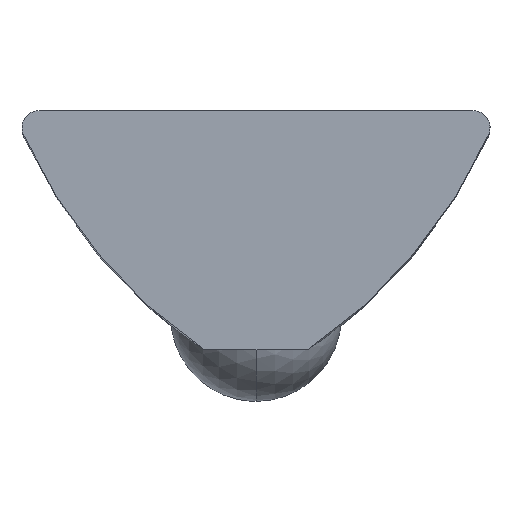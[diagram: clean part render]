
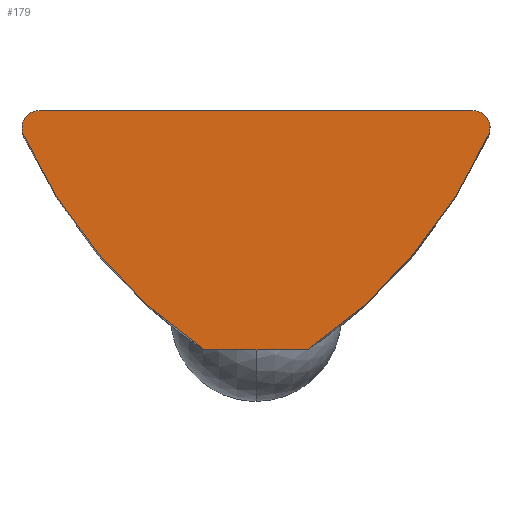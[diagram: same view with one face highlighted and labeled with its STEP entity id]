
A CAD part, top view. The second image highlights one B-rep face of the part: STEP entity #179.
In plain terms, the highlighted planar face has unit normal (0, 0, 1).
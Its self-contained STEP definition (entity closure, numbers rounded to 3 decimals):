
#5 = AXIS2_PLACEMENT_3D ( 'NONE', #762, #643, #631 ) ;
#19 = CIRCLE ( 'NONE', #74, 15. ) ;
#59 = CARTESIAN_POINT ( 'NONE',  ( -6.35, 0., 11. ) ) ;
#65 = DIRECTION ( 'NONE',  ( 0., -1., 0. ) ) ;
#69 = DIRECTION ( 'NONE',  ( 0., -1., 0. ) ) ;
#74 = AXIS2_PLACEMENT_3D ( 'NONE', #388, #523, #69 ) ;
#81 = VERTEX_POINT ( 'NONE', #472 ) ;
#99 = EDGE_CURVE ( 'NONE', #317, #166, #199, .T. ) ;
#122 = CARTESIAN_POINT ( 'NONE',  ( -6.806, -0.705, 11. ) ) ;
#164 = DIRECTION ( 'NONE',  ( 0., 0., 1. ) ) ;
#166 = VERTEX_POINT ( 'NONE', #513 ) ;
#173 = CARTESIAN_POINT ( 'NONE',  ( -1.5, -7., 11. ) ) ;
#176 = DIRECTION ( 'NONE',  ( -1., 0., 0. ) ) ;
#178 = ORIENTED_EDGE ( 'NONE', *, *, #346, .T. ) ;
#179 = ADVANCED_FACE ( 'NONE', ( #461 ), #453, .T. ) ;
#185 = ORIENTED_EDGE ( 'NONE', *, *, #99, .T. ) ;
#186 = CIRCLE ( 'NONE', #659, 0.5 ) ;
#199 = LINE ( 'NONE', #280, #494 ) ;
#224 = DIRECTION ( 'NONE',  ( 0., -1., 0. ) ) ;
#230 = AXIS2_PLACEMENT_3D ( 'NONE', #468, #413, #655 ) ;
#254 = CIRCLE ( 'NONE', #230, 0.5 ) ;
#280 = CARTESIAN_POINT ( 'NONE',  ( -6.35, -7., 11. ) ) ;
#317 = VERTEX_POINT ( 'NONE', #173 ) ;
#346 = EDGE_CURVE ( 'NONE', #739, #317, #456, .T. ) ;
#376 = ORIENTED_EDGE ( 'NONE', *, *, #557, .T. ) ;
#377 = LINE ( 'NONE', #59, #420 ) ;
#385 = CARTESIAN_POINT ( 'NONE',  ( -6.35, -0.5, 11. ) ) ;
#388 = CARTESIAN_POINT ( 'NONE',  ( -6.876, 5.444, 11. ) ) ;
#413 = DIRECTION ( 'NONE',  ( 0., 0., -1. ) ) ;
#420 = VECTOR ( 'NONE', #176, 1000. ) ;
#436 = EDGE_LOOP ( 'NONE', ( #185, #376, #686, #758, #568, #178 ) ) ;
#452 = DIRECTION ( 'NONE',  ( 0., 0., -1. ) ) ;
#453 = PLANE ( 'NONE',  #5 ) ;
#456 = CIRCLE ( 'NONE', #773, 15. ) ;
#460 = CARTESIAN_POINT ( 'NONE',  ( -6.35, 0., 11. ) ) ;
#461 = FACE_OUTER_BOUND ( 'NONE', #436, .T. ) ;
#468 = CARTESIAN_POINT ( 'NONE',  ( 6.35, -0.5, 11. ) ) ;
#472 = CARTESIAN_POINT ( 'NONE',  ( 6.806, -0.705, 11. ) ) ;
#476 = CARTESIAN_POINT ( 'NONE',  ( 6.876, 5.444, 11. ) ) ;
#477 = VERTEX_POINT ( 'NONE', #460 ) ;
#494 = VECTOR ( 'NONE', #706, 1000. ) ;
#513 = CARTESIAN_POINT ( 'NONE',  ( 1.5, -7., 11. ) ) ;
#523 = DIRECTION ( 'NONE',  ( 0., 0., 1. ) ) ;
#538 = VERTEX_POINT ( 'NONE', #694 ) ;
#557 = EDGE_CURVE ( 'NONE', #166, #81, #19, .T. ) ;
#568 = ORIENTED_EDGE ( 'NONE', *, *, #574, .F. ) ;
#574 = EDGE_CURVE ( 'NONE', #739, #477, #186, .T. ) ;
#631 = DIRECTION ( 'NONE',  ( 0., -1., 0. ) ) ;
#643 = DIRECTION ( 'NONE',  ( 0., 0., 1. ) ) ;
#655 = DIRECTION ( 'NONE',  ( 0., -1., 0. ) ) ;
#659 = AXIS2_PLACEMENT_3D ( 'NONE', #385, #452, #65 ) ;
#679 = EDGE_CURVE ( 'NONE', #538, #81, #254, .T. ) ;
#686 = ORIENTED_EDGE ( 'NONE', *, *, #679, .F. ) ;
#694 = CARTESIAN_POINT ( 'NONE',  ( 6.35, 0., 11. ) ) ;
#706 = DIRECTION ( 'NONE',  ( 1., 0., 0. ) ) ;
#739 = VERTEX_POINT ( 'NONE', #122 ) ;
#742 = EDGE_CURVE ( 'NONE', #538, #477, #377, .T. ) ;
#758 = ORIENTED_EDGE ( 'NONE', *, *, #742, .T. ) ;
#762 = CARTESIAN_POINT ( 'NONE',  ( -6.35, -0.5, 11. ) ) ;
#773 = AXIS2_PLACEMENT_3D ( 'NONE', #476, #164, #224 ) ;
